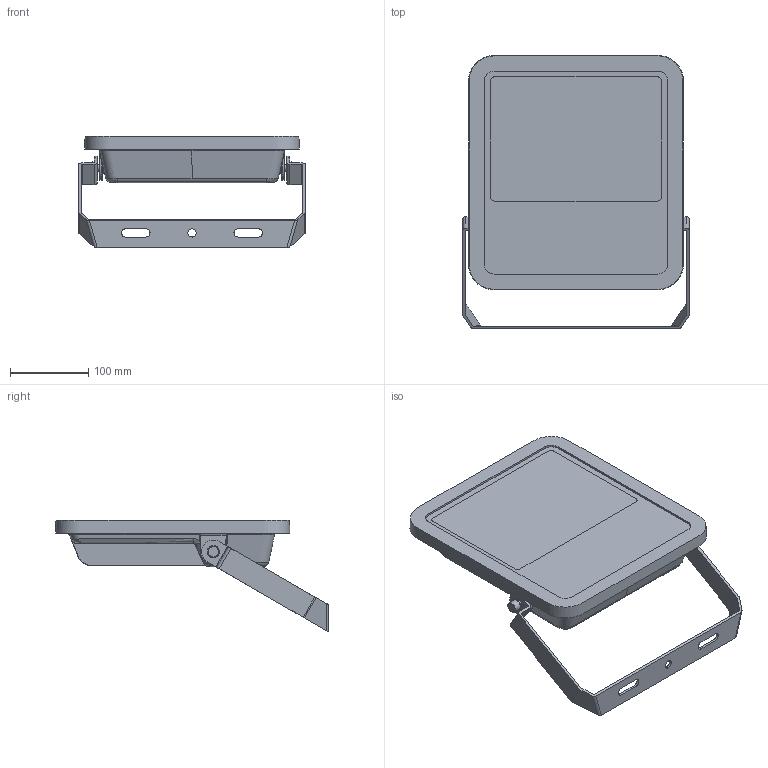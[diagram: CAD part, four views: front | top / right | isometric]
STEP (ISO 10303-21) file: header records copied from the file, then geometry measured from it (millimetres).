
FILE_DESCRIPTION (( 'STEP AP214' ), '1' );
FILE_NAME ('FL_G3_125W.STEP', '2023-04-28T09:01:57', ( '' ), ( '' ), 'SwSTEP 2.0', 'SolidWorks 2020', '' );
FILE_SCHEMA (( 'AUTOMOTIVE_DESIGN' ));
Length unit declared in the file: millimetre
Products named in the file (1): FL_G3_125W
Bounding box: 290 x 349.52 x 142.99 mm (x, y, z)
Volume: 2507202.2 mm3; surface area: 557516.4 mm2
Topology: 7 solids, 7 shells, 605 faces, 1537 edges, 927 vertices
Faces by surface type: bspline 224, cylinder 216, plane 139, torus 20, cone 4, sphere 2
Full cylindrical faces by diameter (mm): 8.3 x2, 13.4 x2, 15.8 x2
Entity records: 39121 total; most frequent: CARTESIAN_POINT 19582, ORIENTED_EDGE 3000, DIRECTION 2218, EDGE_CURVE 1500, VERTEX_POINT 925, AXIS2_PLACEMENT_3D 830, EDGE_LOOP 635, FACE_OUTER_BOUND 614
